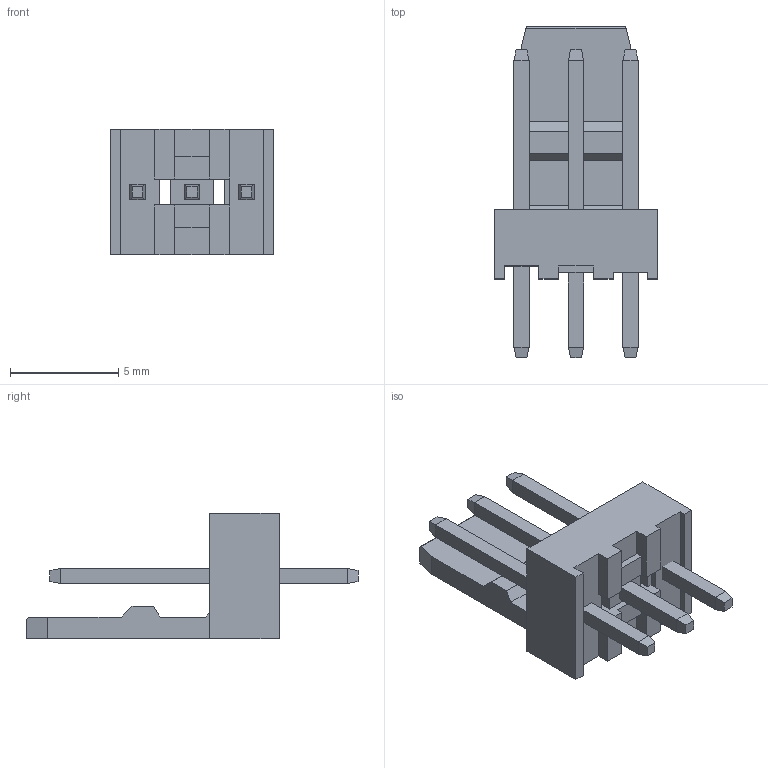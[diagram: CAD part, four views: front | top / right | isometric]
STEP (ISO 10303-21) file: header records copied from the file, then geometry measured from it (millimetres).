
FILE_DESCRIPTION(/* description */ (''),/* implementation_level */ '2;1');
FILE_NAME(/* name */ 'Molex 22-27-2031 v2.step',/* time_stamp */ '2018-10-09T20:52:17+02:00',/* author */ ('AutodeskKVVVZ'),/* organization */ (''),/* preprocessor_version */ 'ST-DEVELOPER v17.2',/* originating_system */ 'Autodesk Translation Framework v7.6.0.251',/* authorisation */ '');
FILE_SCHEMA (('AUTOMOTIVE_DESIGN { 1 0 10303 214 3 1 1 }'));
Length unit declared in the file: millimetre
Products named in the file (1): Molex 22-27-2031
Bounding box: 7.58 x 15.35 x 5.8 mm (x, y, z)
Volume: 186.6 mm3; surface area: 447.7 mm2
Topology: 4 solids, 4 shells, 105 faces, 268 edges, 170 vertices
Faces by surface type: plane 105
Entity records: 3134 total; most frequent: CARTESIAN_POINT 544, ORIENTED_EDGE 536, DIRECTION 480, LINE 268, VECTOR 268, EDGE_CURVE 268, VERTEX_POINT 170, EDGE_LOOP 112
